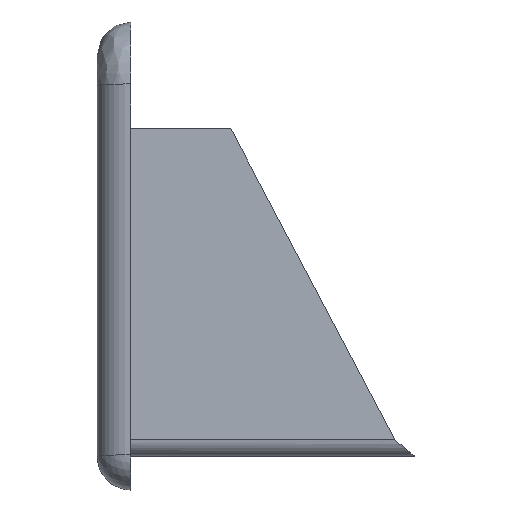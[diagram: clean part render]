
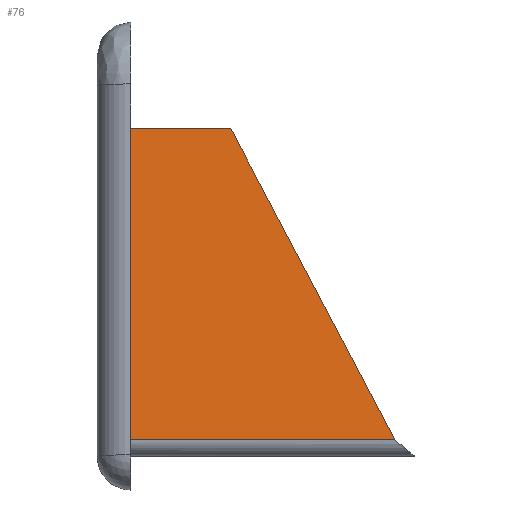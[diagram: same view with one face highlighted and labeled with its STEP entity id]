
A CAD part, top view. The second image highlights one B-rep face of the part: STEP entity #76.
In plain terms, the highlighted planar face has unit normal (0, 0.046, 0.999).
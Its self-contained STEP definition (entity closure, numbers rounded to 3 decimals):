
#76=ADVANCED_FACE('',(#152),#153,.F.);
#152=FACE_OUTER_BOUND('',#246,.T.);
#153=PLANE('',#247);
#246=EDGE_LOOP('',(#395,#396,#397,#398));
#247=AXIS2_PLACEMENT_3D('',#399,#400,#401);
#395=ORIENTED_EDGE('',*,*,#464,.F.);
#396=ORIENTED_EDGE('',*,*,#503,.F.);
#397=ORIENTED_EDGE('',*,*,#498,.F.);
#398=ORIENTED_EDGE('',*,*,#478,.F.);
#399=CARTESIAN_POINT('',(1.,1.5,3.407));
#400=DIRECTION('',(-0.0,-0.046,-0.999));
#401=DIRECTION('',(-1.0,0.0,0.0));
#464=EDGE_CURVE('',#547,#549,#550,.T.);
#478=EDGE_CURVE('',#549,#568,#569,.T.);
#498=EDGE_CURVE('',#568,#588,#598,.T.);
#503=EDGE_CURVE('',#588,#547,#603,.T.);
#547=VERTEX_POINT('',#655);
#549=VERTEX_POINT('',#657);
#550=LINE('',#658,#659);
#568=VERTEX_POINT('',#682);
#569=LINE('',#683,#684);
#588=VERTEX_POINT('',#712);
#598=LINE('',#725,#726);
#603=LINE('',#733,#734);
#655=CARTESIAN_POINT('',(1.,1.5,3.407));
#657=CARTESIAN_POINT('',(1.,10.8,2.982));
#658=CARTESIAN_POINT('',(1.,1.5,3.407));
#659=VECTOR('',#782,1.0);
#682=CARTESIAN_POINT('',(4.,10.8,2.982));
#683=CARTESIAN_POINT('',(1.,10.8,2.982));
#684=VECTOR('',#797,1.0);
#712=CARTESIAN_POINT('',(8.904,1.5,3.407));
#725=CARTESIAN_POINT('',(4.,10.8,2.982));
#726=VECTOR('',#816,1.0);
#733=CARTESIAN_POINT('',(8.904,1.5,3.407));
#734=VECTOR('',#819,1.0);
#782=DIRECTION('',(0.0,0.999,-0.046));
#797=DIRECTION('',(1.0,0.0,0.0));
#816=DIRECTION('',(0.466,-0.884,0.04));
#819=DIRECTION('',(-1.0,0.0,0.0));
